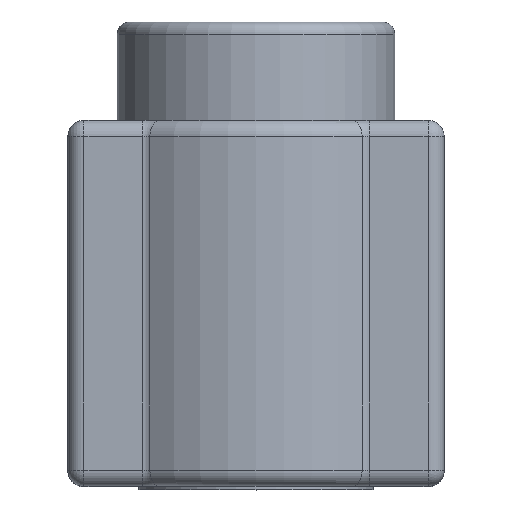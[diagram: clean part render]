
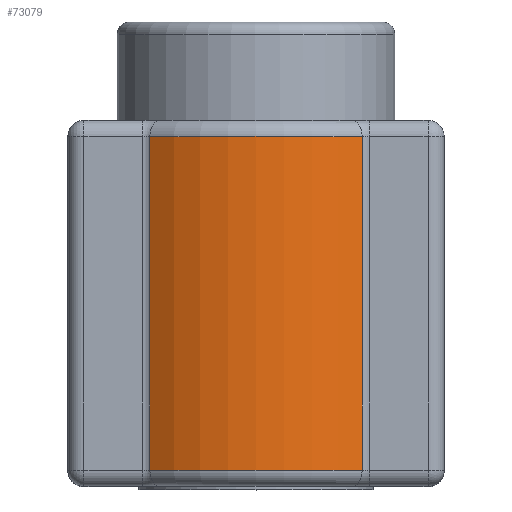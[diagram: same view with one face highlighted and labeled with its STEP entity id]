
A CAD part, top view. The second image highlights one B-rep face of the part: STEP entity #73079.
In plain terms, the highlighted cylindrical face has radius 22.1 mm (diameter 44.2 mm), a partial arc.
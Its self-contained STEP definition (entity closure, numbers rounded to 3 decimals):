
#7857=CYLINDRICAL_SURFACE('',#79096,22.1);
#9765=CIRCLE('',#79097,22.1);
#9766=CIRCLE('',#79098,22.1);
#13953=FACE_OUTER_BOUND('',#18278,.T.);
#18278=EDGE_LOOP('',(#52026,#52027,#52028,#52029));
#22041=LINE('',#120479,#25678);
#22042=LINE('',#120482,#25679);
#25678=VECTOR('',#93508,41.2);
#25679=VECTOR('',#93511,41.2);
#30666=VERTEX_POINT('',#120475);
#30667=VERTEX_POINT('',#120476);
#30668=VERTEX_POINT('',#120478);
#30669=VERTEX_POINT('',#120480);
#38690=EDGE_CURVE('',#30666,#30667,#9765,.T.);
#38691=EDGE_CURVE('',#30668,#30666,#22041,.T.);
#38692=EDGE_CURVE('',#30669,#30668,#9766,.T.);
#38693=EDGE_CURVE('',#30667,#30669,#22042,.T.);
#52026=ORIENTED_EDGE('',*,*,#38690,.F.);
#52027=ORIENTED_EDGE('',*,*,#38691,.F.);
#52028=ORIENTED_EDGE('',*,*,#38692,.F.);
#52029=ORIENTED_EDGE('',*,*,#38693,.F.);
#73079=ADVANCED_FACE('',(#13953),#7857,.T.);
#79096=AXIS2_PLACEMENT_3D('',#120474,#93504,#93505);
#79097=AXIS2_PLACEMENT_3D('',#120477,#93506,#93507);
#79098=AXIS2_PLACEMENT_3D('',#120481,#93509,#93510);
#93504=DIRECTION('center_axis',(0.,1.,0.));
#93505=DIRECTION('ref_axis',(-0.611,0.,0.792));
#93506=DIRECTION('center_axis',(0.,-1.,0.));
#93507=DIRECTION('ref_axis',(0.,0.,
1.));
#93508=DIRECTION('',(0.,-1.,0.));
#93509=DIRECTION('center_axis',(0.,1.,0.));
#93510=DIRECTION('ref_axis',(0.,0.,
1.));
#93511=DIRECTION('',(0.,1.,0.));
#120474=CARTESIAN_POINT('Origin',(0.5,-30.1,0.));
#120475=CARTESIAN_POINT('',(13.609,-28.1,17.792));
#120476=CARTESIAN_POINT('',(-12.609,-28.1,17.792));
#120477=CARTESIAN_POINT('Origin',(0.5,-28.1,0.));
#120478=CARTESIAN_POINT('',(13.609,13.1,17.792));
#120479=CARTESIAN_POINT('',(13.609,-30.1,17.792));
#120480=CARTESIAN_POINT('',(-12.609,13.1,17.792));
#120481=CARTESIAN_POINT('Origin',(0.5,13.1,0.));
#120482=CARTESIAN_POINT('',(-12.609,-30.1,17.792));
